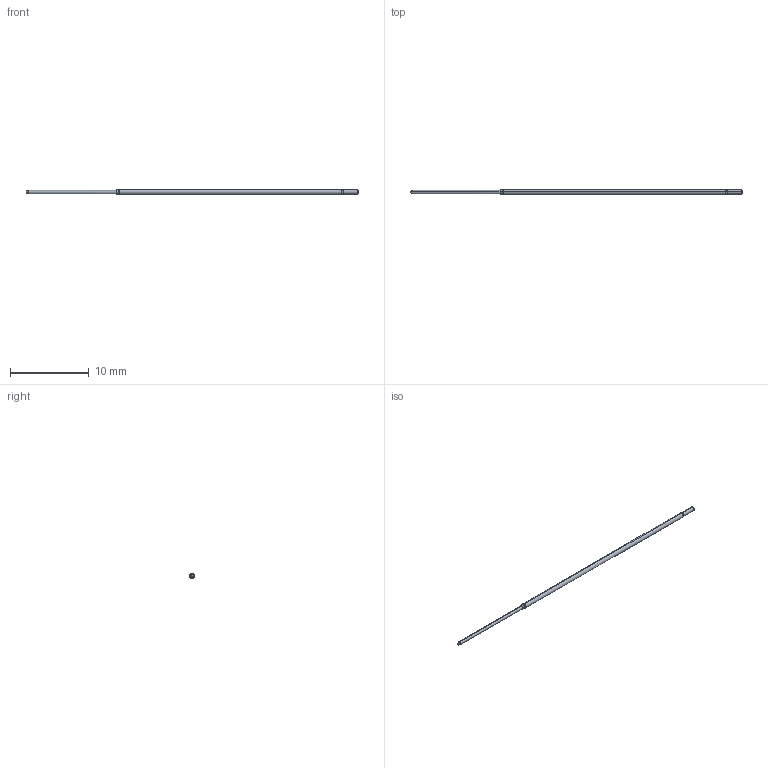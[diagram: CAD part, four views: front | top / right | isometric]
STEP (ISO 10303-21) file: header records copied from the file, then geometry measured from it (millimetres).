
FILE_DESCRIPTION (( 'STEP AP214' ), '1' );
FILE_NAME ('X31-PRP408R_-S.STEP', '2016-03-28T12:07:54', ( 'spare' ), ( '' ), 'SwSTEP 2.0', 'SolidWorks 2016', '' );
FILE_SCHEMA (( 'AUTOMOTIVE_DESIGN' ));
Length unit declared in the file: inch
Products named in the file (1): X31-PRP408R_-S
Bounding box: 42.16 x 0.62 x 0.62 mm (x, y, z)
Volume: 10.4 mm3; surface area: 73.6 mm2
Topology: 1 solids, 1 shells, 33 faces, 68 edges, 38 vertices
Faces by surface type: plane 11, torus 10, cylinder 8, cone 4
Entity records: 1329 total; most frequent: CARTESIAN_POINT 164, DIRECTION 162, ORIENTED_EDGE 136, AXIS2_PLACEMENT_3D 68, EDGE_CURVE 68, VERTEX_POINT 38, UNCERTAINTY_MEASURE_WITH_UNIT 36, LENGTH_MEASURE_WITH_UNIT 36
